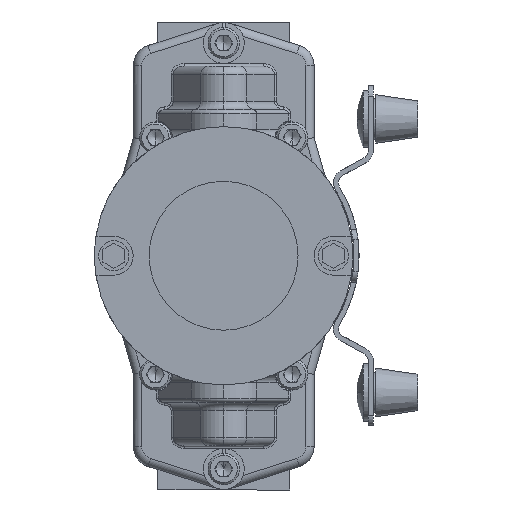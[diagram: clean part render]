
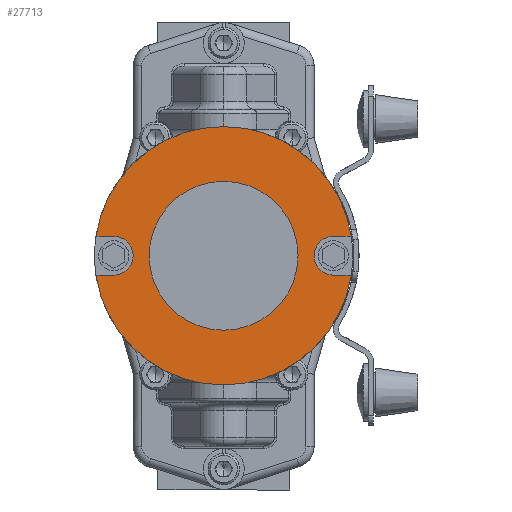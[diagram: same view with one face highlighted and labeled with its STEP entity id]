
A CAD part, left-side view. The second image highlights one B-rep face of the part: STEP entity #27713.
In plain terms, the highlighted planar face has unit normal (-1, 0, 0).
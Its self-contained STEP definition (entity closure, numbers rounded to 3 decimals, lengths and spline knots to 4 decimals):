
#1571 = CARTESIAN_POINT ( 'NONE',  ( -6.22, 1.305, 0. ) ) ;
#2595 = CARTESIAN_POINT ( 'NONE',  ( -6.22, -1.5177, 0.23 ) ) ;
#2710 = CARTESIAN_POINT ( 'NONE',  ( -6.22, -1.305, -0.23 ) ) ;
#4704 = EDGE_CURVE ( 'NONE', #26775, #60707, #38581, .T. ) ;
#5279 = CARTESIAN_POINT ( 'NONE',  ( -6.22, 0., -0.885 ) ) ;
#5608 = DIRECTION ( 'NONE',  ( 1., 0., 0. ) ) ;
#6541 = EDGE_CURVE ( 'NONE', #50156, #98717, #12977, .T. ) ;
#8654 = CARTESIAN_POINT ( 'NONE',  ( -6.22, 0.885, 0. ) ) ;
#10242 = CARTESIAN_POINT ( 'NONE',  ( -6.22, 0., -1.535 ) ) ;
#10299 = DIRECTION ( 'NONE',  ( 0., 0., 1. ) ) ;
#11911 = EDGE_LOOP ( 'NONE', ( #86223, #50989, #94628, #57989, #69769, #57410, #45136, #61137, #111635, #67453 ) ) ;
#12783 = VECTOR ( 'NONE', #109068, 39.3701 ) ;
#12977 = CIRCLE ( 'NONE', #69339, 0.885 ) ;
#13468 = DIRECTION ( 'NONE',  ( 0., 0., -1. ) ) ;
#13647 = EDGE_CURVE ( 'NONE', #113200, #62262, #62261, .T. ) ;
#17774 = CIRCLE ( 'NONE', #106554, 1.535 ) ;
#18189 = DIRECTION ( 'NONE',  ( 0., 0., -1. ) ) ;
#18606 = EDGE_CURVE ( 'NONE', #42551, #26775, #21371, .T. ) ;
#19467 = CIRCLE ( 'NONE', #28251, 1.535 ) ;
#21371 = LINE ( 'NONE', #26590, #94101 ) ;
#24250 = CARTESIAN_POINT ( 'NONE',  ( -6.22, 0., 0. ) ) ;
#26590 = CARTESIAN_POINT ( 'NONE',  ( -6.22, -1.305, 0.23 ) ) ;
#26775 = VERTEX_POINT ( 'NONE', #48015 ) ;
#27713 = ADVANCED_FACE ( 'NONE', ( #70915, #47108 ), #86201, .T. ) ;
#28251 = AXIS2_PLACEMENT_3D ( 'NONE', #39651, #97708, #49197 ) ;
#28583 = DIRECTION ( 'NONE',  ( 1., 0., 0. ) ) ;
#28592 = DIRECTION ( 'NONE',  ( -1., 0., 0. ) ) ;
#28748 = CARTESIAN_POINT ( 'NONE',  ( -6.22, -1.305, 0. ) ) ;
#29164 = CARTESIAN_POINT ( 'NONE',  ( -6.22, 1.5177, -0.23 ) ) ;
#31972 = EDGE_CURVE ( 'NONE', #93440, #108478, #104945, .T. ) ;
#32170 = VERTEX_POINT ( 'NONE', #48018 ) ;
#32412 = DIRECTION ( 'NONE',  ( 0., 1., 0. ) ) ;
#34352 = CARTESIAN_POINT ( 'NONE',  ( -6.22, 1.5177, 0.23 ) ) ;
#36513 = DIRECTION ( 'NONE',  ( 0., 0., -1. ) ) ;
#38075 = CARTESIAN_POINT ( 'NONE',  ( -6.22, 0., 0. ) ) ;
#38581 = CIRCLE ( 'NONE', #40668, 0.23 ) ;
#39081 = VECTOR ( 'NONE', #74113, 39.3701 ) ;
#39651 = CARTESIAN_POINT ( 'NONE',  ( -6.22, 0., 0. ) ) ;
#40127 = EDGE_CURVE ( 'NONE', #108478, #113200, #116951, .T. ) ;
#40668 = AXIS2_PLACEMENT_3D ( 'NONE', #28748, #59003, #68086 ) ;
#41784 = DIRECTION ( 'NONE',  ( 0., 0., -1. ) ) ;
#42551 = VERTEX_POINT ( 'NONE', #2595 ) ;
#42943 = DIRECTION ( 'NONE',  ( 1., 0., 0. ) ) ;
#43883 = EDGE_CURVE ( 'NONE', #59177, #93440, #82241, .T. ) ;
#45136 = ORIENTED_EDGE ( 'NONE', *, *, #64656, .F. ) ;
#45941 = CARTESIAN_POINT ( 'NONE',  ( -6.22, -1.305, -0.23 ) ) ;
#46862 = DIRECTION ( 'NONE',  ( 1., 0., 0. ) ) ;
#47010 = CARTESIAN_POINT ( 'NONE',  ( -6.22, 0., 1.535 ) ) ;
#47108 = FACE_BOUND ( 'NONE', #118184, .T. ) ;
#48015 = CARTESIAN_POINT ( 'NONE',  ( -6.22, -1.305, 0.23 ) ) ;
#48018 = CARTESIAN_POINT ( 'NONE',  ( -6.22, -1.5177, -0.23 ) ) ;
#49197 = DIRECTION ( 'NONE',  ( 0., 0., -1. ) ) ;
#50156 = VERTEX_POINT ( 'NONE', #62740 ) ;
#50989 = ORIENTED_EDGE ( 'NONE', *, *, #43883, .F. ) ;
#56398 = CIRCLE ( 'NONE', #66761, 1.535 ) ;
#56433 = CARTESIAN_POINT ( 'NONE',  ( -6.22, 0., 0. ) ) ;
#56456 = CARTESIAN_POINT ( 'NONE',  ( -6.22, 1.305, -0.23 ) ) ;
#56928 = EDGE_CURVE ( 'NONE', #32170, #59177, #56398, .T. ) ;
#57081 = EDGE_CURVE ( 'NONE', #62262, #82861, #17774, .T. ) ;
#57410 = ORIENTED_EDGE ( 'NONE', *, *, #18606, .F. ) ;
#57989 = ORIENTED_EDGE ( 'NONE', *, *, #94249, .F. ) ;
#59003 = DIRECTION ( 'NONE',  ( -1., 0., 0. ) ) ;
#59177 = VERTEX_POINT ( 'NONE', #10242 ) ;
#60707 = VERTEX_POINT ( 'NONE', #2710 ) ;
#61137 = ORIENTED_EDGE ( 'NONE', *, *, #57081, .F. ) ;
#62097 = CIRCLE ( 'NONE', #93655, 0.885 ) ;
#62261 = LINE ( 'NONE', #70134, #102361 ) ;
#62262 = VERTEX_POINT ( 'NONE', #34352 ) ;
#62740 = CARTESIAN_POINT ( 'NONE',  ( -6.22, 0., 0.885 ) ) ;
#64656 = EDGE_CURVE ( 'NONE', #82861, #42551, #19467, .T. ) ;
#66325 = DIRECTION ( 'NONE',  ( 0., 0., 1. ) ) ;
#66761 = AXIS2_PLACEMENT_3D ( 'NONE', #38075, #115166, #76600 ) ;
#67251 = LINE ( 'NONE', #45941, #39081 ) ;
#67453 = ORIENTED_EDGE ( 'NONE', *, *, #40127, .F. ) ;
#68086 = DIRECTION ( 'NONE',  ( 0., 0., -1. ) ) ;
#68377 = AXIS2_PLACEMENT_3D ( 'NONE', #24250, #42943, #13468 ) ;
#69339 = AXIS2_PLACEMENT_3D ( 'NONE', #76233, #28583, #18189 ) ;
#69465 = ORIENTED_EDGE ( 'NONE', *, *, #6541, .T. ) ;
#69769 = ORIENTED_EDGE ( 'NONE', *, *, #4704, .F. ) ;
#70134 = CARTESIAN_POINT ( 'NONE',  ( -6.22, 1.305, 0.23 ) ) ;
#70915 = FACE_OUTER_BOUND ( 'NONE', #11911, .T. ) ;
#74113 = DIRECTION ( 'NONE',  ( 0., -1., 0. ) ) ;
#74687 = DIRECTION ( 'NONE',  ( 0., 1., 0. ) ) ;
#74909 = ORIENTED_EDGE ( 'NONE', *, *, #84708, .T. ) ;
#76233 = CARTESIAN_POINT ( 'NONE',  ( -6.22, 0., 0. ) ) ;
#76600 = DIRECTION ( 'NONE',  ( 0., 0., -1. ) ) ;
#80469 = CARTESIAN_POINT ( 'NONE',  ( -6.22, 1.305, -0.23 ) ) ;
#82241 = CIRCLE ( 'NONE', #68377, 1.535 ) ;
#82861 = VERTEX_POINT ( 'NONE', #47010 ) ;
#84708 = EDGE_CURVE ( 'NONE', #98717, #50156, #62097, .T. ) ;
#86201 = PLANE ( 'NONE',  #86575 ) ;
#86223 = ORIENTED_EDGE ( 'NONE', *, *, #31972, .F. ) ;
#86575 = AXIS2_PLACEMENT_3D ( 'NONE', #8654, #28592, #10299 ) ;
#89850 = CARTESIAN_POINT ( 'NONE',  ( -6.22, 0., 0. ) ) ;
#93440 = VERTEX_POINT ( 'NONE', #29164 ) ;
#93655 = AXIS2_PLACEMENT_3D ( 'NONE', #56433, #46862, #36513 ) ;
#94101 = VECTOR ( 'NONE', #74687, 39.3701 ) ;
#94249 = EDGE_CURVE ( 'NONE', #60707, #32170, #67251, .T. ) ;
#94628 = ORIENTED_EDGE ( 'NONE', *, *, #56928, .F. ) ;
#96180 = DIRECTION ( 'NONE',  ( -1., 0., 0. ) ) ;
#97708 = DIRECTION ( 'NONE',  ( 1., 0., 0. ) ) ;
#98717 = VERTEX_POINT ( 'NONE', #5279 ) ;
#102361 = VECTOR ( 'NONE', #32412, 39.3701 ) ;
#104945 = LINE ( 'NONE', #80469, #12783 ) ;
#106554 = AXIS2_PLACEMENT_3D ( 'NONE', #89850, #5608, #41784 ) ;
#108478 = VERTEX_POINT ( 'NONE', #56456 ) ;
#109068 = DIRECTION ( 'NONE',  ( 0., -1., 0. ) ) ;
#111635 = ORIENTED_EDGE ( 'NONE', *, *, #13647, .F. ) ;
#113200 = VERTEX_POINT ( 'NONE', #122349 ) ;
#115166 = DIRECTION ( 'NONE',  ( 1., 0., 0. ) ) ;
#116951 = CIRCLE ( 'NONE', #119823, 0.23 ) ;
#118184 = EDGE_LOOP ( 'NONE', ( #74909, #69465 ) ) ;
#119823 = AXIS2_PLACEMENT_3D ( 'NONE', #1571, #96180, #66325 ) ;
#122349 = CARTESIAN_POINT ( 'NONE',  ( -6.22, 1.305, 0.23 ) ) ;
